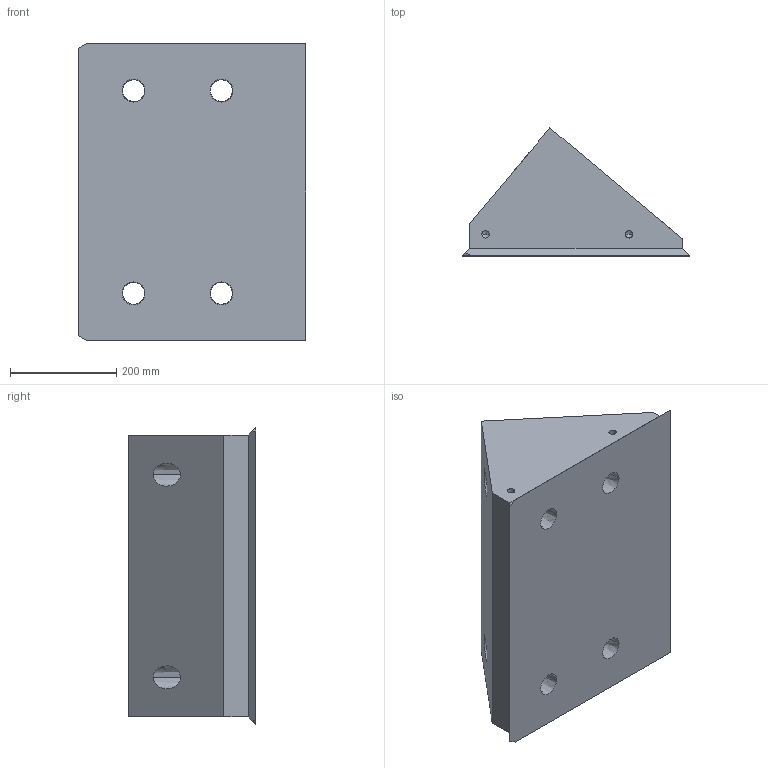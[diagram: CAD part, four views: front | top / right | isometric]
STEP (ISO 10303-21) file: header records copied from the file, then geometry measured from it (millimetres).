
FILE_DESCRIPTION (( 'STEP AP203' ), '1' );
FILE_NAME ('03-21-1310-PDM-Midplate.stp_Default_sldprt.STEP', '2024-04-16T11:01:46', ( '' ), ( '' ), 'SwSTEP 2.0', 'SolidWorks 2023', '' );
FILE_SCHEMA (( 'CONFIG_CONTROL_DESIGN' ));
Length unit declared in the file: millimetre
Products named in the file (1): 03-21-1310-PDM-Midplate.stp_Default_sldprt
Bounding box: 428.28 x 240.18 x 558.28 mm (x, y, z)
Volume: 28987080.5 mm3; surface area: 816897.9 mm2
Topology: 1 solids, 1 shells, 76 faces, 189 edges, 108 vertices
Faces by surface type: bspline 40, plane 22, cylinder 10, cone 4
Entity records: 2674 total; most frequent: CARTESIAN_POINT 1098, ORIENTED_EDGE 338, DIRECTION 255, EDGE_CURVE 169, VERTEX_POINT 108, AXIS2_PLACEMENT_3D 97, EDGE_LOOP 97, ADVANCED_FACE 76
